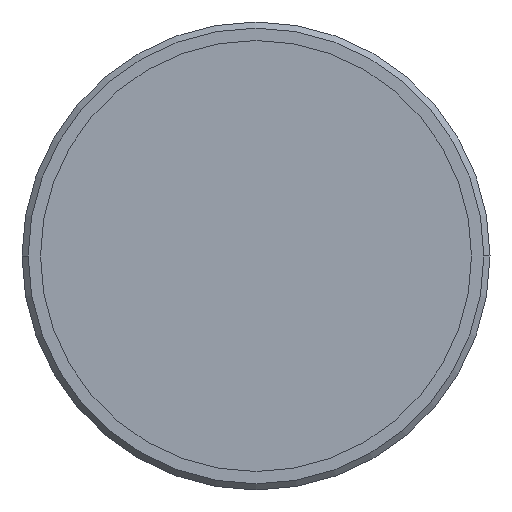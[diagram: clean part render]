
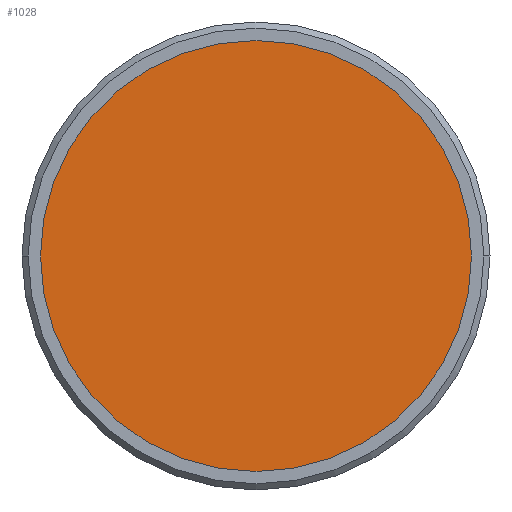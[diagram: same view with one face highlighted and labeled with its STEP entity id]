
A CAD part, left-side view. The second image highlights one B-rep face of the part: STEP entity #1028.
In plain terms, the highlighted planar face has unit normal (-1, 0, 0).
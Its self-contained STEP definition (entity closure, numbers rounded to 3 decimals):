
#24 = CARTESIAN_POINT ( 'NONE',  ( -118.65, -17.71, 17.71 ) ) ;
#42 = AXIS2_PLACEMENT_3D ( 'NONE', #917, #225, #908 ) ;
#103 = DIRECTION ( 'NONE',  ( 0., -1., 0. ) ) ;
#209 = DIRECTION ( 'NONE',  ( 1., 0., 0. ) ) ;
#225 = DIRECTION ( 'NONE',  ( 1., 0., 0. ) ) ;
#274 = AXIS2_PLACEMENT_3D ( 'NONE', #24, #209, #980 ) ;
#353 = AXIS2_PLACEMENT_3D ( 'NONE', #960, #873, #103 ) ;
#538 = CIRCLE ( 'NONE', #353, 17.5 ) ;
#589 = CIRCLE ( 'NONE', #42, 17.5 ) ;
#696 = CARTESIAN_POINT ( 'NONE',  ( -118.65, -17.5, 0. ) ) ;
#770 = CARTESIAN_POINT ( 'NONE',  ( -118.65, 17.5, 0. ) ) ;
#788 = VERTEX_POINT ( 'NONE', #770 ) ;
#873 = DIRECTION ( 'NONE',  ( 1., 0., 0. ) ) ;
#882 = EDGE_CURVE ( 'NONE', #788, #989, #538, .T. ) ;
#908 = DIRECTION ( 'NONE',  ( 0., -1., 0. ) ) ;
#917 = CARTESIAN_POINT ( 'NONE',  ( -118.65, 0., 0. ) ) ;
#960 = CARTESIAN_POINT ( 'NONE',  ( -118.65, 0., 0. ) ) ;
#980 = DIRECTION ( 'NONE',  ( 0., 0., -1. ) ) ;
#989 = VERTEX_POINT ( 'NONE', #696 ) ;
#1001 = ORIENTED_EDGE ( 'NONE', *, *, #882, .F. ) ;
#1028 = ADVANCED_FACE ( 'NONE', ( #1053 ), #1155, .F. ) ;
#1053 = FACE_OUTER_BOUND ( 'NONE', #1197, .T. ) ;
#1076 = ORIENTED_EDGE ( 'NONE', *, *, #1106, .F. ) ;
#1106 = EDGE_CURVE ( 'NONE', #989, #788, #589, .T. ) ;
#1155 = PLANE ( 'NONE',  #274 ) ;
#1197 = EDGE_LOOP ( 'NONE', ( #1076, #1001 ) ) ;
